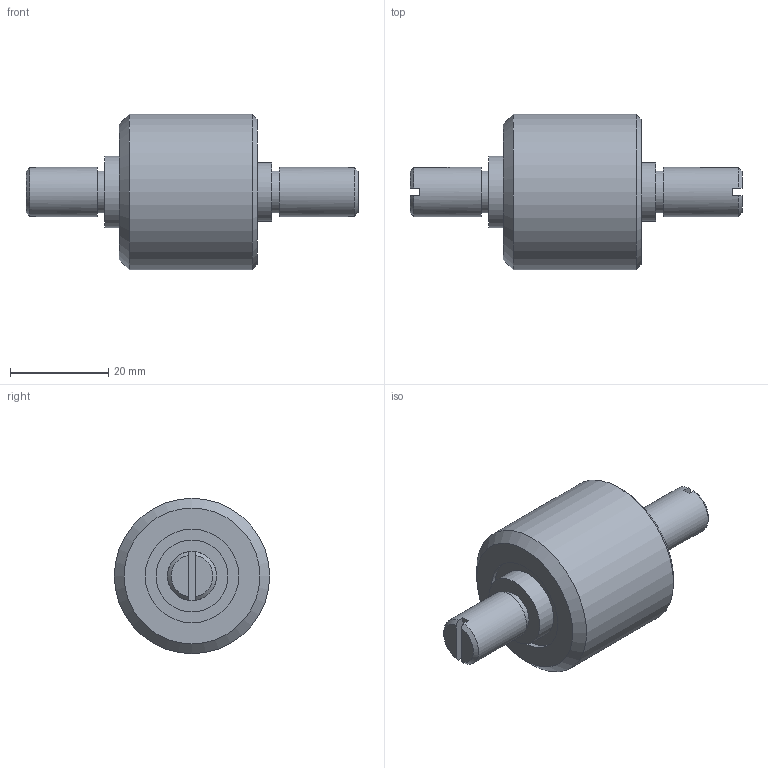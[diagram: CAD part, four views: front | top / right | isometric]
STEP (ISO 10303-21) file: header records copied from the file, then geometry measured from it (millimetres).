
FILE_DESCRIPTION(/* description */ (''),/* implementation_level */ '2;1');
FILE_NAME(/* name */ '',/* time_stamp */ '2020-07-28T20:02:28+08:00',/* author */ (''),/* organization */ (''),/* preprocessor_version */ 'ST-DEVELOPER v15',/* originating_system */ 'SIEMENS PLM Software NX 8.5',/* authorisation */ '');
FILE_SCHEMA (('AUTOMOTIVE_DESIGN { 1 0 10303 214 3 1 1 1 }'));
Length unit declared in the file: millimetre
Products named in the file (1): Admi568CF6906h5t
Bounding box: 67.5 x 31.6 x 31.6 mm (x, y, z)
Volume: 24936.7 mm3; surface area: 5687.3 mm2
Topology: 1 solids, 1 shells, 31 faces, 64 edges, 42 vertices
Faces by surface type: plane 17, cylinder 8, cone 6
Full cylindrical faces by diameter (mm): 8.5 x2, 10 x2, 12 x1, 14.6 x1, 19 x1, 31.6 x1
Entity records: 802 total; most frequent: CARTESIAN_POINT 148, DIRECTION 136, ORIENTED_EDGE 104, AXIS2_PLACEMENT_3D 60, EDGE_CURVE 52, EDGE_LOOP 48, VERTEX_POINT 40, FACE_BOUND 34
